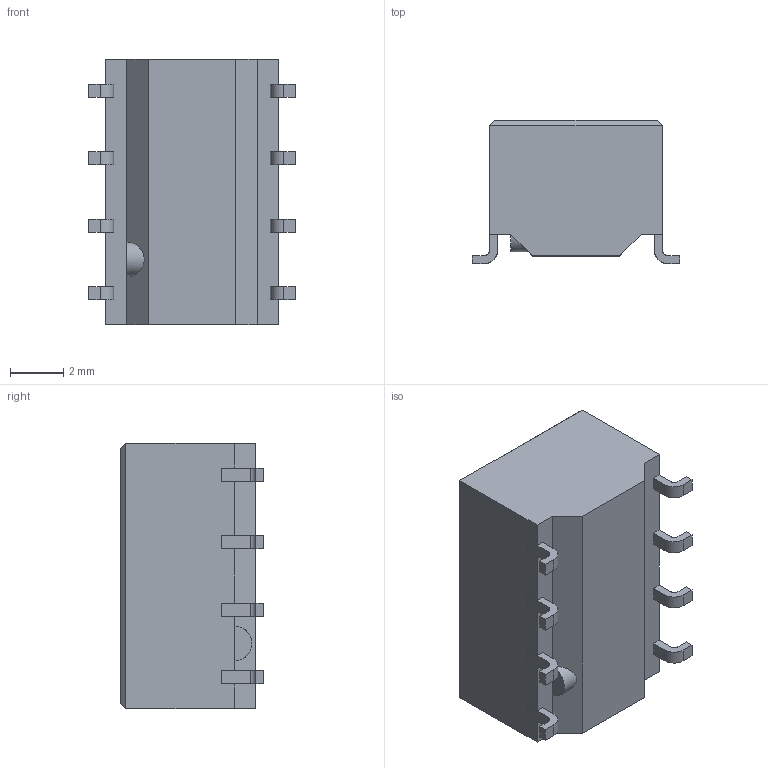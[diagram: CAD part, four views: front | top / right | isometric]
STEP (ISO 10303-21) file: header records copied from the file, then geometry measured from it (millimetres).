
FILE_DESCRIPTION (( 'STEP AP214' ), '1' );
FILE_NAME ('G6K-2F-DC5.STEP', '2020-11-27T02:34:15', ( '' ), ( '' ), 'SwSTEP 2.0', 'SolidWorks 2017', '' );
FILE_SCHEMA (( 'AUTOMOTIVE_DESIGN' ));
Length unit declared in the file: millimetre
Products named in the file (1): G6K-2F-DC5
Bounding box: 7.8 x 5.4 x 10 mm (x, y, z)
Volume: 313.4 mm3; surface area: 322.7 mm2
Topology: 12 solids, 12 shells, 160 faces, 391 edges, 259 vertices
Faces by surface type: plane 128, cylinder 30, sphere 2
Entity records: 4791 total; most frequent: CARTESIAN_POINT 814, ORIENTED_EDGE 782, DIRECTION 775, EDGE_CURVE 391, VECTOR 327, LINE 327, VERTEX_POINT 259, AXIS2_PLACEMENT_3D 224
